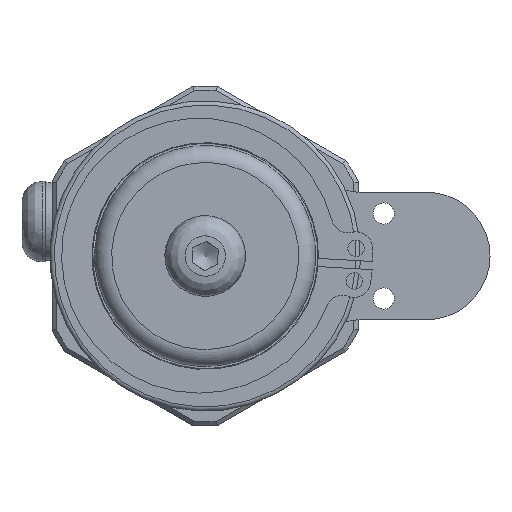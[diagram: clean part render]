
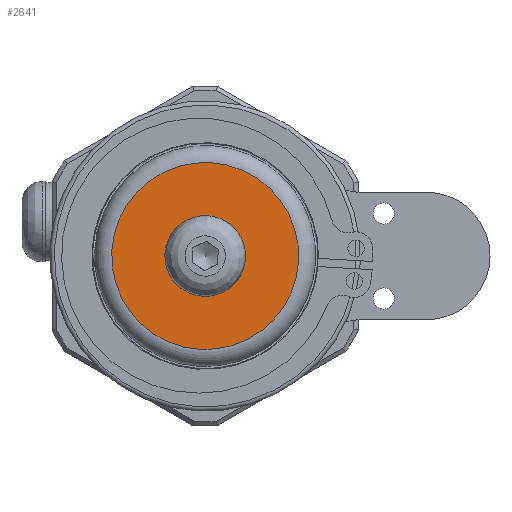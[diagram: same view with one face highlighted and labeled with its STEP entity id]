
A CAD part, left-side view. The second image highlights one B-rep face of the part: STEP entity #2641.
In plain terms, the highlighted planar face has unit normal (-1, 0, 0).
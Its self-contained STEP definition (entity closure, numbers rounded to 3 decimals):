
#102=FACE_BOUND('',#397,.T.);
#141=PLANE('',#2863);
#240=FACE_OUTER_BOUND('',#396,.T.);
#396=EDGE_LOOP('',(#1850,#1851));
#397=EDGE_LOOP('',(#1852,#1853));
#826=CIRCLE('',#2774,2.5);
#830=CIRCLE('',#2778,2.5);
#879=CIRCLE('',#2860,11.);
#880=CIRCLE('',#2861,11.);
#1004=VERTEX_POINT('',#3910);
#1005=VERTEX_POINT('',#3911);
#1079=VERTEX_POINT('',#4270);
#1080=VERTEX_POINT('',#4271);
#1266=EDGE_CURVE('',#1004,#1005,#826,.T.);
#1271=EDGE_CURVE('',#1005,#1004,#830,.T.);
#1366=EDGE_CURVE('',#1079,#1080,#879,.T.);
#1367=EDGE_CURVE('',#1080,#1079,#880,.T.);
#1850=ORIENTED_EDGE('',*,*,#1366,.T.);
#1851=ORIENTED_EDGE('',*,*,#1367,.T.);
#1852=ORIENTED_EDGE('',*,*,#1266,.F.);
#1853=ORIENTED_EDGE('',*,*,#1271,.F.);
#2641=ADVANCED_FACE('',(#240,#102),#141,.T.);
#2774=AXIS2_PLACEMENT_3D('',#3912,#3105,#3106);
#2778=AXIS2_PLACEMENT_3D('',#3920,#3114,#3115);
#2860=AXIS2_PLACEMENT_3D('',#4272,#3307,#3308);
#2861=AXIS2_PLACEMENT_3D('',#4273,#3309,#3310);
#2863=AXIS2_PLACEMENT_3D('',#4275,#3313,#3314);
#3105=DIRECTION('center_axis',(-1.,0.,0.));
#3106=DIRECTION('ref_axis',(0.,0.057,-0.998));
#3114=DIRECTION('center_axis',(-1.,0.,0.));
#3115=DIRECTION('ref_axis',(0.,0.057,-0.998));
#3307=DIRECTION('center_axis',(-1.,0.,0.));
#3308=DIRECTION('ref_axis',(0.,0.057,-0.998));
#3309=DIRECTION('center_axis',(-1.,0.,0.));
#3310=DIRECTION('ref_axis',(0.,0.057,-0.998));
#3313=DIRECTION('center_axis',(-1.,0.,0.));
#3314=DIRECTION('ref_axis',(0.,-0.057,0.998));
#3910=CARTESIAN_POINT('',(-36.022,2.496,0.143));
#3911=CARTESIAN_POINT('',(-36.022,-2.496,-0.143));
#3912=CARTESIAN_POINT('Origin',(-36.022,0.,
0.));
#3920=CARTESIAN_POINT('Origin',(-36.022,0.,
0.));
#4270=CARTESIAN_POINT('',(-36.022,10.982,0.629));
#4271=CARTESIAN_POINT('',(-36.022,0.629,-10.982));
#4272=CARTESIAN_POINT('Origin',(-36.022,0.,
0.));
#4273=CARTESIAN_POINT('Origin',(-36.022,0.,
0.));
#4275=CARTESIAN_POINT('Origin',(-36.022,2.496,0.143));
